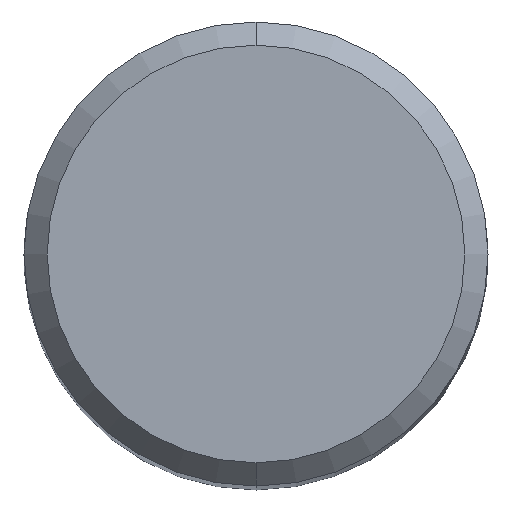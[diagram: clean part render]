
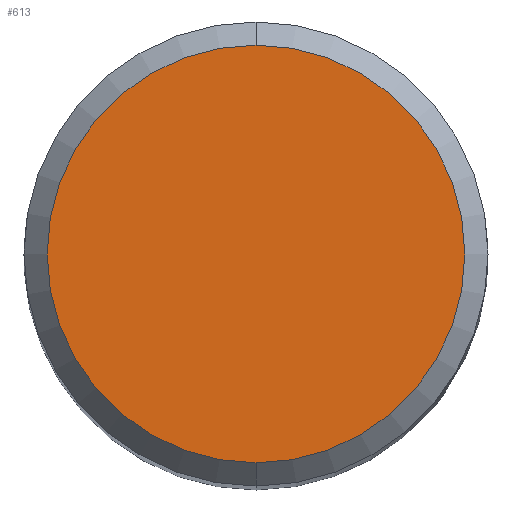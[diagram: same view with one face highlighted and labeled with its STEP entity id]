
A CAD part, top view. The second image highlights one B-rep face of the part: STEP entity #613.
In plain terms, the highlighted planar face has unit normal (0, 0, 1).
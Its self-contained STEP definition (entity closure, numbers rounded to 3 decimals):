
#613=ADVANCED_FACE('',(#1342),#1343,.T.);
#777=EDGE_CURVE('',#809,#1001,#1524,.T.);
#809=VERTEX_POINT('',#1558);
#921=EDGE_CURVE('',#1001,#809,#1678,.T.);
#1001=VERTEX_POINT('',#1762);
#1342=FACE_OUTER_BOUND('',#4661,.T.);
#1343=PLANE('',#4662);
#1524=CIRCLE('',#6819,4.5);
#1558=CARTESIAN_POINT('',(0.,-4.5,0.0));
#1678=CIRCLE('',#8741,4.5);
#1762=CARTESIAN_POINT('',(0.0,4.5,0.0));
#4661=EDGE_LOOP('',(#10769,#10770));
#4662=AXIS2_PLACEMENT_3D('',#10771,#10772,#10773);
#6819=AXIS2_PLACEMENT_3D('',#10949,#10950,#10951);
#8741=AXIS2_PLACEMENT_3D('',#11084,#11085,#11086);
#10769=ORIENTED_EDGE('',*,*,#921,.F.);
#10770=ORIENTED_EDGE('',*,*,#777,.F.);
#10771=CARTESIAN_POINT('',(0.0,2.25,0.0));
#10772=DIRECTION('',(-0.0,0.0,1.0));
#10773=DIRECTION('',(0.0,-1.0,0.0));
#10949=CARTESIAN_POINT('',(0.0,0.0,0.0));
#10950=DIRECTION('',(0.0,0.0,-1.0));
#10951=DIRECTION('',(0.0,1.0,0.0));
#11084=CARTESIAN_POINT('',(0.0,0.0,0.0));
#11085=DIRECTION('',(0.0,0.0,-1.0));
#11086=DIRECTION('',(0.0,1.0,0.0));
